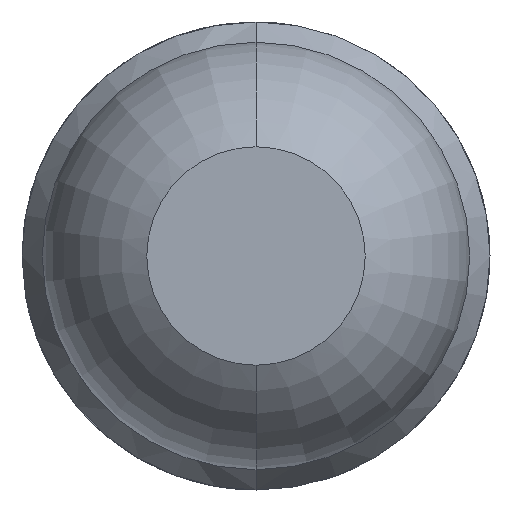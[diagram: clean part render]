
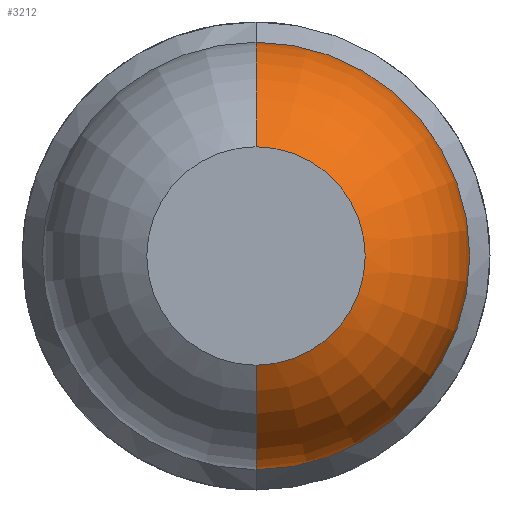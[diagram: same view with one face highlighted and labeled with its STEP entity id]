
A CAD part, front view. The second image highlights one B-rep face of the part: STEP entity #3212.
In plain terms, the highlighted toroidal (fillet/blend) face has major radius 0.035 mm and minor radius 0.65 mm.
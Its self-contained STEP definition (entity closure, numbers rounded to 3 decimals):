
#14 = CIRCLE ( 'NONE', #1026, 0.685 ) ;
#104 = CIRCLE ( 'NONE', #938, 0.35 ) ;
#442 = DIRECTION ( 'NONE',  ( 0., 0., -1. ) ) ;
#471 = ORIENTED_EDGE ( 'NONE', *, *, #1641, .F. ) ;
#507 = VERTEX_POINT ( 'NONE', #941 ) ;
#651 = DIRECTION ( 'NONE',  ( 1., 0., 0. ) ) ;
#938 = AXIS2_PLACEMENT_3D ( 'NONE', #1431, #3851, #3821 ) ;
#941 = CARTESIAN_POINT ( 'NONE',  ( 0., -25., -0.35 ) ) ;
#951 = DIRECTION ( 'NONE',  ( 0., 0., 1. ) ) ;
#1026 = AXIS2_PLACEMENT_3D ( 'NONE', #2835, #2824, #442 ) ;
#1085 = DIRECTION ( 'NONE',  ( 0., 0., -1. ) ) ;
#1199 = ORIENTED_EDGE ( 'NONE', *, *, #1349, .F. ) ;
#1231 = AXIS2_PLACEMENT_3D ( 'NONE', #3753, #3064, #1085 ) ;
#1276 = DIRECTION ( 'NONE',  ( -1., 0., 0. ) ) ;
#1349 = EDGE_CURVE ( 'NONE', #1987, #507, #2774, .T. ) ;
#1396 = AXIS2_PLACEMENT_3D ( 'NONE', #2592, #1276, #951 ) ;
#1431 = CARTESIAN_POINT ( 'NONE',  ( 0., -25., 0. ) ) ;
#1641 = EDGE_CURVE ( 'Defeature ausgef�hrt1_13+Defeature ausgef�hrt1_4+Defeature ausgef�hrt1_4+Defeature ausgef�hrt1_4', #507, #4165, #104, .T. ) ;
#1860 = CIRCLE ( 'NONE', #3613, 0.65 ) ;
#1958 = EDGE_CURVE ( 'Defeature ausgef�hrt1_4+Defeature ausgef�hrt1_5+Defeature ausgef�hrt1_5+Defeature ausgef�hrt1_5', #1987, #3445, #14, .T. ) ;
#1987 = VERTEX_POINT ( 'NONE', #2499 ) ;
#2071 = CARTESIAN_POINT ( 'NONE',  ( 0., -25., 0.35 ) ) ;
#2415 = EDGE_LOOP ( 'NONE', ( #4187, #2469, #471, #1199 ) ) ;
#2460 = FACE_OUTER_BOUND ( 'NONE', #2415, .T. ) ;
#2469 = ORIENTED_EDGE ( 'NONE', *, *, #2700, .T. ) ;
#2499 = CARTESIAN_POINT ( 'NONE',  ( 0., -24.431, -0.685 ) ) ;
#2592 = CARTESIAN_POINT ( 'NONE',  ( 0., -24.431, -0.035 ) ) ;
#2674 = CARTESIAN_POINT ( 'NONE',  ( 0., -24.431, 0.035 ) ) ;
#2700 = EDGE_CURVE ( 'NONE', #3445, #4165, #1860, .T. ) ;
#2774 = CIRCLE ( 'NONE', #1396, 0.65 ) ;
#2824 = DIRECTION ( 'NONE',  ( 0., -1., 0. ) ) ;
#2835 = CARTESIAN_POINT ( 'NONE',  ( 0., -24.431, 0. ) ) ;
#3064 = DIRECTION ( 'NONE',  ( 0., -1., 0. ) ) ;
#3212 = ADVANCED_FACE ( 'Defeature ausgef�hrt1_4', ( #2460 ), #3814, .T. ) ;
#3324 = CARTESIAN_POINT ( 'NONE',  ( 0., -24.431, 0.685 ) ) ;
#3445 = VERTEX_POINT ( 'NONE', #3324 ) ;
#3613 = AXIS2_PLACEMENT_3D ( 'NONE', #2674, #651, #3634 ) ;
#3634 = DIRECTION ( 'NONE',  ( 0., 0., -1. ) ) ;
#3753 = CARTESIAN_POINT ( 'NONE',  ( 0., -24.431, 0. ) ) ;
#3814 = TOROIDAL_SURFACE ( 'NONE', #1231, 0.035, 0.65 ) ;
#3821 = DIRECTION ( 'NONE',  ( 0., 0., -1. ) ) ;
#3851 = DIRECTION ( 'NONE',  ( 0., -1., 0. ) ) ;
#4165 = VERTEX_POINT ( 'NONE', #2071 ) ;
#4187 = ORIENTED_EDGE ( 'NONE', *, *, #1958, .T. ) ;
